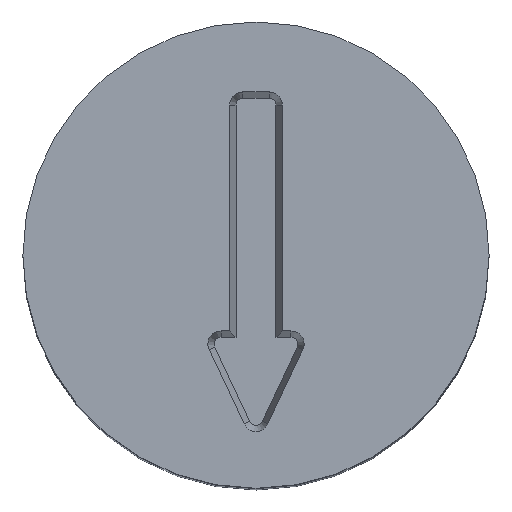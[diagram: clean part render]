
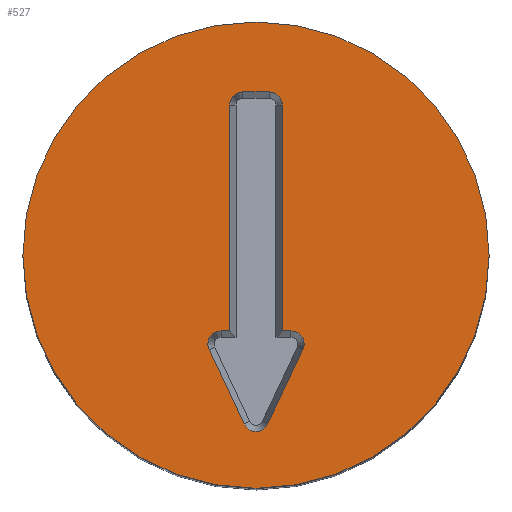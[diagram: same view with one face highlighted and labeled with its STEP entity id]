
A CAD part, top view. The second image highlights one B-rep face of the part: STEP entity #527.
In plain terms, the highlighted planar face has unit normal (0, 0, 1).
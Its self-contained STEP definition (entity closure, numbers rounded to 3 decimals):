
#30=FACE_BOUND('',#115,.T.);
#43=PLANE('',#648);
#80=FACE_OUTER_BOUND('',#114,.T.);
#114=EDGE_LOOP('',(#472));
#115=EDGE_LOOP('',(#473,#474,#475,#476,#477,#478,#479,#480,#481,#482,#483,
#484));
#127=LINE('',#888,#166);
#130=LINE('',#894,#169);
#134=LINE('',#906,#173);
#138=LINE('',#918,#177);
#141=LINE('',#924,#180);
#145=LINE('',#936,#184);
#149=LINE('',#948,#188);
#166=VECTOR('',#724,10.);
#169=VECTOR('',#729,10.);
#173=VECTOR('',#741,10.);
#177=VECTOR('',#753,10.);
#180=VECTOR('',#758,10.);
#184=VECTOR('',#770,10.);
#188=VECTOR('',#782,10.);
#211=CIRCLE('',#617,0.225);
#213=CIRCLE('',#621,0.225);
#215=CIRCLE('',#626,0.225);
#217=CIRCLE('',#630,0.225);
#219=CIRCLE('',#634,0.225);
#225=CIRCLE('',#646,4.);
#244=VERTEX_POINT('',#885);
#245=VERTEX_POINT('',#887);
#247=VERTEX_POINT('',#893);
#249=VERTEX_POINT('',#899);
#251=VERTEX_POINT('',#905);
#253=VERTEX_POINT('',#911);
#255=VERTEX_POINT('',#917);
#257=VERTEX_POINT('',#923);
#259=VERTEX_POINT('',#929);
#261=VERTEX_POINT('',#935);
#263=VERTEX_POINT('',#941);
#265=VERTEX_POINT('',#947);
#271=VERTEX_POINT('',#972);
#299=EDGE_CURVE('',#245,#244,#127,.T.);
#302=EDGE_CURVE('',#247,#245,#130,.T.);
#305=EDGE_CURVE('',#249,#247,#211,.T.);
#308=EDGE_CURVE('',#251,#249,#134,.T.);
#311=EDGE_CURVE('',#253,#251,#213,.T.);
#314=EDGE_CURVE('',#255,#253,#138,.T.);
#317=EDGE_CURVE('',#257,#255,#141,.T.);
#320=EDGE_CURVE('',#259,#257,#215,.T.);
#323=EDGE_CURVE('',#261,#259,#145,.T.);
#326=EDGE_CURVE('',#263,#261,#217,.T.);
#329=EDGE_CURVE('',#265,#263,#149,.T.);
#332=EDGE_CURVE('',#244,#265,#219,.T.);
#341=EDGE_CURVE('',#271,#271,#225,.T.);
#472=ORIENTED_EDGE('',*,*,#341,.F.);
#473=ORIENTED_EDGE('',*,*,#299,.T.);
#474=ORIENTED_EDGE('',*,*,#332,.T.);
#475=ORIENTED_EDGE('',*,*,#329,.T.);
#476=ORIENTED_EDGE('',*,*,#326,.T.);
#477=ORIENTED_EDGE('',*,*,#323,.T.);
#478=ORIENTED_EDGE('',*,*,#320,.T.);
#479=ORIENTED_EDGE('',*,*,#317,.T.);
#480=ORIENTED_EDGE('',*,*,#314,.T.);
#481=ORIENTED_EDGE('',*,*,#311,.T.);
#482=ORIENTED_EDGE('',*,*,#308,.T.);
#483=ORIENTED_EDGE('',*,*,#305,.T.);
#484=ORIENTED_EDGE('',*,*,#302,.T.);
#527=ADVANCED_FACE('',(#80,#30),#43,.F.);
#617=AXIS2_PLACEMENT_3D('',#900,#735,#736);
#621=AXIS2_PLACEMENT_3D('',#912,#747,#748);
#626=AXIS2_PLACEMENT_3D('',#930,#764,#765);
#630=AXIS2_PLACEMENT_3D('',#942,#776,#777);
#634=AXIS2_PLACEMENT_3D('',#952,#788,#789);
#646=AXIS2_PLACEMENT_3D('',#973,#815,#816);
#648=AXIS2_PLACEMENT_3D('',#976,#820,#821);
#724=DIRECTION('',(1.,0.,0.));
#729=DIRECTION('',(0.,-1.,0.));
#735=DIRECTION('center_axis',(0.,0.,-1.));
#736=DIRECTION('ref_axis',(1.,0.,0.));
#741=DIRECTION('',(1.,0.,0.));
#747=DIRECTION('center_axis',(0.,0.,-1.));
#748=DIRECTION('ref_axis',(0.,1.,0.));
#753=DIRECTION('',(0.,1.,0.));
#758=DIRECTION('',(1.,0.,0.));
#764=DIRECTION('center_axis',(0.,0.,-1.));
#765=DIRECTION('ref_axis',(0.,1.,0.));
#770=DIRECTION('',(-0.426,0.905,0.));
#776=DIRECTION('center_axis',(0.,0.,-1.));
#777=DIRECTION('ref_axis',(-0.905,-0.426,0.));
#782=DIRECTION('',(-0.426,-0.905,0.));
#788=DIRECTION('center_axis',(0.,0.,-1.));
#789=DIRECTION('ref_axis',(0.905,-0.426,0.));
#815=DIRECTION('center_axis',(0.,0.,-1.));
#816=DIRECTION('ref_axis',(-1.,0.,0.));
#820=DIRECTION('center_axis',(0.,0.,-1.));
#821=DIRECTION('ref_axis',(-1.,0.,0.));
#885=CARTESIAN_POINT('',(0.6,-1.3,4.));
#887=CARTESIAN_POINT('',(0.45,-1.3,4.));
#888=CARTESIAN_POINT('',(0.3,-1.3,4.));
#893=CARTESIAN_POINT('',(0.45,2.575,4.));
#894=CARTESIAN_POINT('',(0.45,-0.65,4.));
#899=CARTESIAN_POINT('',(0.225,2.8,4.));
#900=CARTESIAN_POINT('Origin',(0.225,2.575,4.));
#905=CARTESIAN_POINT('',(-0.225,2.8,4.));
#906=CARTESIAN_POINT('',(0.112,2.8,4.));
#911=CARTESIAN_POINT('',(-0.45,2.575,4.));
#912=CARTESIAN_POINT('Origin',(-0.225,2.575,4.));
#917=CARTESIAN_POINT('',(-0.45,-1.3,4.));
#918=CARTESIAN_POINT('',(-0.45,1.288,4.));
#923=CARTESIAN_POINT('',(-0.6,-1.3,4.));
#924=CARTESIAN_POINT('',(-0.225,-1.3,4.));
#929=CARTESIAN_POINT('',(-0.804,-1.621,4.));
#930=CARTESIAN_POINT('Origin',(-0.6,-1.525,4.));
#935=CARTESIAN_POINT('',(-0.204,-2.896,4.));
#936=CARTESIAN_POINT('',(-1.043,-1.112,4.));
#941=CARTESIAN_POINT('',(0.204,-2.896,4.));
#942=CARTESIAN_POINT('Origin',(0.,-2.8,4.));
#947=CARTESIAN_POINT('',(0.804,-1.621,4.));
#948=CARTESIAN_POINT('',(0.743,-1.75,4.));
#952=CARTESIAN_POINT('Origin',(0.6,-1.525,4.));
#972=CARTESIAN_POINT('',(4.,0.,4.));
#973=CARTESIAN_POINT('Origin',(0.,0.,4.));
#976=CARTESIAN_POINT('Origin',(0.,0.,4.));
